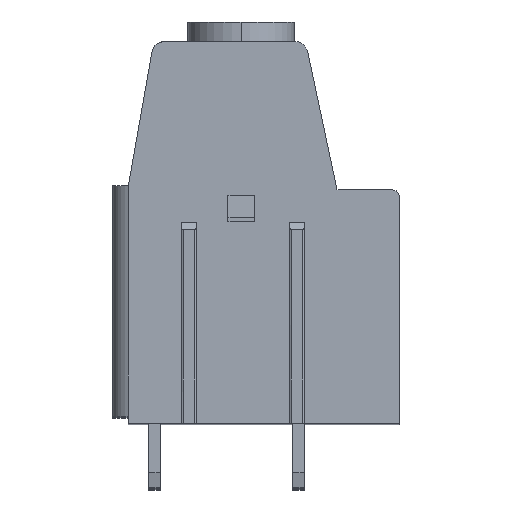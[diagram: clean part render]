
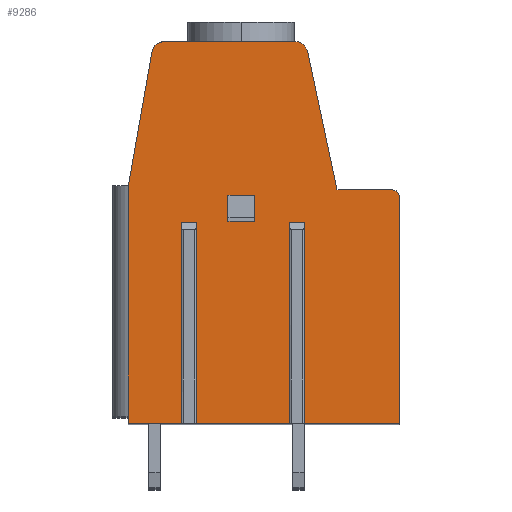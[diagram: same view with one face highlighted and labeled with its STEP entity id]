
A CAD part, top view. The second image highlights one B-rep face of the part: STEP entity #9286.
In plain terms, the highlighted planar face has unit normal (0, 0, 1).
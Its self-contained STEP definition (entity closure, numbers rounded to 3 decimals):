
#2308=DIRECTION('',(0.,1.,0.));
#2309=VECTOR('',#2308,2.);
#2310=CARTESIAN_POINT('',(-0.75,0.85,5.08));
#2311=LINE('',#2310,#2309);
#2312=DIRECTION('',(1.,0.,0.));
#2313=VECTOR('',#2312,2.);
#2314=CARTESIAN_POINT('',(-2.75,2.85,5.08));
#2315=LINE('',#2314,#2313);
#2316=DIRECTION('',(0.,1.,0.));
#2317=VECTOR('',#2316,2.);
#2318=CARTESIAN_POINT('',(-2.75,0.85,5.08));
#2319=LINE('',#2318,#2317);
#2320=DIRECTION('',(1.,0.,0.));
#2321=VECTOR('',#2320,2.);
#2322=CARTESIAN_POINT('',(-2.75,0.85,5.08));
#2323=LINE('',#2322,#2321);
#2324=CARTESIAN_POINT('',(2.386,13.65,5.08));
#2325=DIRECTION('',(0.,0.,1.));
#2326=DIRECTION('',(0.978,0.208,0.));
#2327=AXIS2_PLACEMENT_3D('',#2324,#2325,#2326);
#2329=DIRECTION('',(-0.208,0.978,0.));
#2330=VECTOR('',#2329,10.845);
#2331=CARTESIAN_POINT('',(5.619,3.25,5.08));
#2332=LINE('',#2331,#2330);
#2333=DIRECTION('',(-1.,0.,0.));
#2334=VECTOR('',#2333,4.281);
#2335=CARTESIAN_POINT('',(9.9,3.25,5.08));
#2336=LINE('',#2335,#2334);
#2337=CARTESIAN_POINT('',(9.9,2.75,5.08));
#2338=DIRECTION('',(0.,0.,1.));
#2339=DIRECTION('',(1.,0.,0.));
#2340=AXIS2_PLACEMENT_3D('',#2337,#2338,#2339);
#2342=DIRECTION('',(0.,1.,0.));
#2343=VECTOR('',#2342,17.4);
#2344=CARTESIAN_POINT('',(10.4,-14.65,5.08));
#2345=LINE('',#2344,#2343);
#2346=DIRECTION('',(1.,0.,0.));
#2347=VECTOR('',#2346,7.525);
#2348=CARTESIAN_POINT('',(2.875,-14.65,5.08));
#2349=LINE('',#2348,#2347);
#2350=DIRECTION('',(0.,1.,0.));
#2351=VECTOR('',#2350,15.4);
#2352=CARTESIAN_POINT('',(2.875,-14.65,5.08));
#2353=LINE('',#2352,#2351);
#2354=DIRECTION('',(1.,0.,0.));
#2355=VECTOR('',#2354,0.65);
#2356=CARTESIAN_POINT('',(2.225,0.75,5.08));
#2357=LINE('',#2356,#2355);
#2358=DIRECTION('',(0.,1.,0.));
#2359=VECTOR('',#2358,15.4);
#2360=CARTESIAN_POINT('',(2.225,-14.65,5.08));
#2361=LINE('',#2360,#2359);
#2362=DIRECTION('',(1.,0.,0.));
#2363=VECTOR('',#2362,7.65);
#2364=CARTESIAN_POINT('',(-5.425,-14.65,5.08));
#2365=LINE('',#2364,#2363);
#2366=DIRECTION('',(0.,1.,0.));
#2367=VECTOR('',#2366,15.4);
#2368=CARTESIAN_POINT('',(-5.425,-14.65,5.08));
#2369=LINE('',#2368,#2367);
#2370=DIRECTION('',(1.,0.,0.));
#2371=VECTOR('',#2370,0.65);
#2372=CARTESIAN_POINT('',(-6.075,0.75,5.08));
#2373=LINE('',#2372,#2371);
#2374=DIRECTION('',(0.,1.,0.));
#2375=VECTOR('',#2374,15.4);
#2376=CARTESIAN_POINT('',(-6.075,-14.65,5.08));
#2377=LINE('',#2376,#2375);
#2378=DIRECTION('',(1.,0.,0.));
#2379=VECTOR('',#2378,4.325);
#2380=CARTESIAN_POINT('',(-10.4,-14.65,5.08));
#2381=LINE('',#2380,#2379);
#2382=DIRECTION('',(0.,-1.,0.));
#2383=VECTOR('',#2382,18.25);
#2384=CARTESIAN_POINT('',(-10.4,3.6,5.08));
#2385=LINE('',#2384,#2383);
#2386=DIRECTION('',(-0.174,-0.985,0.));
#2387=VECTOR('',#2386,10.381);
#2388=CARTESIAN_POINT('',(-8.597,13.824,5.08));
#2389=LINE('',#2388,#2387);
#2390=CARTESIAN_POINT('',(-7.612,13.65,5.08));
#2391=DIRECTION('',(0.,0.,1.));
#2392=DIRECTION('',(0.,1.,0.));
#2393=AXIS2_PLACEMENT_3D('',#2390,#2391,#2392);
#2395=DIRECTION('',(-1.,0.,0.));
#2396=VECTOR('',#2395,9.998);
#2397=CARTESIAN_POINT('',(2.386,14.65,5.08));
#2398=LINE('',#2397,#2396);
#5107=CARTESIAN_POINT('',(-10.4,3.6,5.08));
#5108=CARTESIAN_POINT('',(-10.4,-14.65,5.08));
#5109=VERTEX_POINT('',#5107);
#5110=VERTEX_POINT('',#5108);
#5112=CARTESIAN_POINT('',(10.4,-14.65,5.08));
#5114=VERTEX_POINT('',#5112);
#5116=CARTESIAN_POINT('',(5.619,3.25,5.08));
#5118=VERTEX_POINT('',#5116);
#5159=CARTESIAN_POINT('',(-6.075,-14.65,5.08));
#5160=VERTEX_POINT('',#5159);
#5161=CARTESIAN_POINT('',(-5.425,-14.65,5.08));
#5162=CARTESIAN_POINT('',(2.225,-14.65,5.08));
#5163=VERTEX_POINT('',#5161);
#5164=VERTEX_POINT('',#5162);
#5165=CARTESIAN_POINT('',(2.875,-14.65,5.08));
#5166=VERTEX_POINT('',#5165);
#5167=CARTESIAN_POINT('',(-6.075,0.75,5.08));
#5168=CARTESIAN_POINT('',(-5.425,0.75,5.08));
#5169=VERTEX_POINT('',#5167);
#5170=VERTEX_POINT('',#5168);
#5171=CARTESIAN_POINT('',(2.225,0.75,5.08));
#5172=CARTESIAN_POINT('',(2.875,0.75,5.08));
#5173=VERTEX_POINT('',#5171);
#5174=VERTEX_POINT('',#5172);
#5193=CARTESIAN_POINT('',(-0.75,0.85,5.08));
#5194=CARTESIAN_POINT('',(-0.75,2.85,5.08));
#5195=VERTEX_POINT('',#5193);
#5196=VERTEX_POINT('',#5194);
#5197=CARTESIAN_POINT('',(-2.75,0.85,5.08));
#5198=CARTESIAN_POINT('',(-2.75,2.85,5.08));
#5199=VERTEX_POINT('',#5197);
#5200=VERTEX_POINT('',#5198);
#5325=CARTESIAN_POINT('',(3.364,13.858,5.08));
#5326=VERTEX_POINT('',#5325);
#5327=CARTESIAN_POINT('',(2.386,14.65,5.08));
#5328=VERTEX_POINT('',#5327);
#5333=CARTESIAN_POINT('',(-7.612,14.65,5.08));
#5334=CARTESIAN_POINT('',(-8.597,13.824,5.08));
#5335=VERTEX_POINT('',#5333);
#5336=VERTEX_POINT('',#5334);
#5341=CARTESIAN_POINT('',(10.4,2.75,5.08));
#5342=VERTEX_POINT('',#5341);
#5343=CARTESIAN_POINT('',(9.9,3.25,5.08));
#5344=VERTEX_POINT('',#5343);
#9245=CARTESIAN_POINT('',(0.,0.,5.08));
#9246=DIRECTION('',(0.,0.,1.));
#9247=DIRECTION('',(1.,0.,0.));
#9248=AXIS2_PLACEMENT_3D('',#9245,#9246,#9247);
#9249=PLANE('',#9248);
#9250=ORIENTED_EDGE('',*,*,#6659,.F.);
#9251=ORIENTED_EDGE('',*,*,#6675,.F.);
#9252=ORIENTED_EDGE('',*,*,#6687,.F.);
#9253=ORIENTED_EDGE('',*,*,#6702,.F.);
#9254=ORIENTED_EDGE('',*,*,#6717,.F.);
#9255=ORIENTED_EDGE('',*,*,#6871,.F.);
#9257=ORIENTED_EDGE('',*,*,#9256,.T.);
#9259=ORIENTED_EDGE('',*,*,#9258,.F.);
#9261=ORIENTED_EDGE('',*,*,#9260,.F.);
#9262=ORIENTED_EDGE('',*,*,#6855,.F.);
#9264=ORIENTED_EDGE('',*,*,#9263,.T.);
#9266=ORIENTED_EDGE('',*,*,#9265,.F.);
#9268=ORIENTED_EDGE('',*,*,#9267,.F.);
#9269=ORIENTED_EDGE('',*,*,#6839,.F.);
#9270=ORIENTED_EDGE('',*,*,#7361,.F.);
#9271=ORIENTED_EDGE('',*,*,#7483,.F.);
#9272=ORIENTED_EDGE('',*,*,#7780,.F.);
#9273=ORIENTED_EDGE('',*,*,#7918,.F.);
#9274=EDGE_LOOP('',(#9250,#9251,#9252,#9253,#9254,#9255,#9257,#9259,#9261,#9262,
#9264,#9266,#9268,#9269,#9270,#9271,#9272,#9273));
#9275=FACE_OUTER_BOUND('',#9274,.F.);
#9277=ORIENTED_EDGE('',*,*,#9276,.T.);
#9279=ORIENTED_EDGE('',*,*,#9278,.F.);
#9281=ORIENTED_EDGE('',*,*,#9280,.F.);
#9283=ORIENTED_EDGE('',*,*,#9282,.T.);
#9284=EDGE_LOOP('',(#9277,#9279,#9281,#9283));
#9285=FACE_BOUND('',#9284,.F.);
#2328=CIRCLE('',#2327,1.);
#2341=CIRCLE('',#2340,0.5);
#2394=CIRCLE('',#2393,1.);
#6659=EDGE_CURVE('',#5326,#5328,#2328,.T.);
#6675=EDGE_CURVE('',#5118,#5326,#2332,.T.);
#6687=EDGE_CURVE('',#5344,#5118,#2336,.T.);
#6702=EDGE_CURVE('',#5342,#5344,#2341,.T.);
#6717=EDGE_CURVE('',#5114,#5342,#2345,.T.);
#6839=EDGE_CURVE('',#5110,#5160,#2381,.T.);
#6855=EDGE_CURVE('',#5163,#5164,#2365,.T.);
#6871=EDGE_CURVE('',#5166,#5114,#2349,.T.);
#7361=EDGE_CURVE('',#5109,#5110,#2385,.T.);
#7483=EDGE_CURVE('',#5336,#5109,#2389,.T.);
#7780=EDGE_CURVE('',#5335,#5336,#2394,.T.);
#7918=EDGE_CURVE('',#5328,#5335,#2398,.T.);
#9256=EDGE_CURVE('',#5166,#5174,#2353,.T.);
#9258=EDGE_CURVE('',#5173,#5174,#2357,.T.);
#9260=EDGE_CURVE('',#5164,#5173,#2361,.T.);
#9263=EDGE_CURVE('',#5163,#5170,#2369,.T.);
#9265=EDGE_CURVE('',#5169,#5170,#2373,.T.);
#9267=EDGE_CURVE('',#5160,#5169,#2377,.T.);
#9276=EDGE_CURVE('',#5195,#5196,#2311,.T.);
#9278=EDGE_CURVE('',#5200,#5196,#2315,.T.);
#9280=EDGE_CURVE('',#5199,#5200,#2319,.T.);
#9282=EDGE_CURVE('',#5199,#5195,#2323,.T.);
#9286=ADVANCED_FACE('',(#9275,#9285),#9249,.T.);
